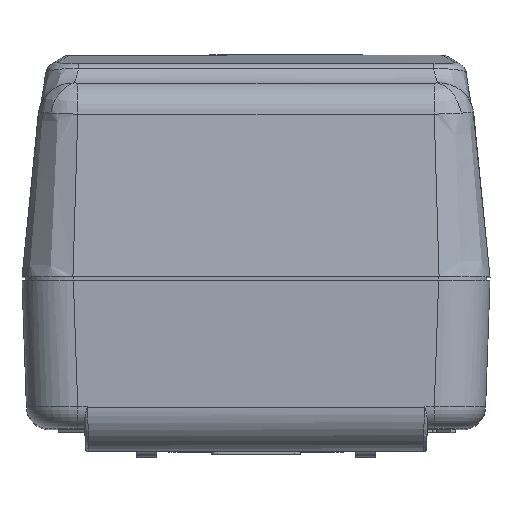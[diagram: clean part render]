
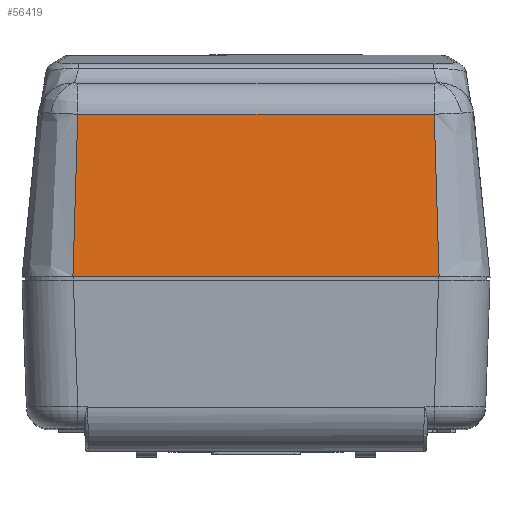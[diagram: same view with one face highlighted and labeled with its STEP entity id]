
A CAD part, top view. The second image highlights one B-rep face of the part: STEP entity #56419.
In plain terms, the highlighted planar face has unit normal (0, 0.062, 0.998).
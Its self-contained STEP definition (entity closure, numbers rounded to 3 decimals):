
#52477=CARTESIAN_POINT('',(-16.038,0.,
37.004));
#52478=CARTESIAN_POINT('',(-15.984,1.582,
36.905));
#52479=CARTESIAN_POINT('',(-15.882,4.745,
36.707));
#52480=CARTESIAN_POINT('',(-15.739,9.49,
36.411));
#52481=CARTESIAN_POINT('',(-15.657,12.654,
36.213));
#52482=CARTESIAN_POINT('',(-15.614,14.236,
36.114));
#52798=DIRECTION('',(1.,0.,0.));
#52799=VECTOR('',#52798,32.076);
#52800=CARTESIAN_POINT('',(-16.038,0.,
37.004));
#52801=LINE('',#52800,#52799);
#54915=CARTESIAN_POINT('',(16.038,0.,
37.004));
#54916=CARTESIAN_POINT('',(15.98,1.704,36.897));
#54917=CARTESIAN_POINT('',(15.873,5.031,36.689));
#54918=CARTESIAN_POINT('',(15.731,9.777,36.393));
#54919=CARTESIAN_POINT('',(15.654,12.777,36.205));
#54920=CARTESIAN_POINT('',(15.614,14.236,36.114));
#54939=DIRECTION('',(-1.,0.,0.));
#54940=VECTOR('',#54939,31.229);
#54941=CARTESIAN_POINT('',(15.614,14.236,36.114));
#54942=LINE('',#54941,#54940);
#55840=VERTEX_POINT('',#52477);
#55841=VERTEX_POINT('',#52482);
#55842=CARTESIAN_POINT('',(15.614,14.236,36.114));
#55843=VERTEX_POINT('',#55842);
#55844=VERTEX_POINT('',#54915);
#56404=CARTESIAN_POINT('',(0.,7.118,
36.559));
#56405=DIRECTION('',(0.,0.062,0.998));
#56406=DIRECTION('',(1.,0.,0.));
#56407=AXIS2_PLACEMENT_3D('',#56404,#56405,#56406);
#56408=PLANE('',#56407);
#56410=ORIENTED_EDGE('',*,*,#56409,.T.);
#56412=ORIENTED_EDGE('',*,*,#56411,.F.);
#56414=ORIENTED_EDGE('',*,*,#56413,.F.);
#56416=ORIENTED_EDGE('',*,*,#56415,.F.);
#56417=EDGE_LOOP('',(#56410,#56412,#56414,#56416));
#56418=FACE_OUTER_BOUND('',#56417,.F.);
#56419=ADVANCED_FACE('',(#56418),#56408,.T.);
#52483=B_SPLINE_CURVE_WITH_KNOTS('',3,(#52477,#52478,#52479,#52480,#52481,
#52482),.UNSPECIFIED.,.F.,.F.,(4,1,1,4),(0.,0.333,
0.667,1.),.UNSPECIFIED.);
#54921=B_SPLINE_CURVE_WITH_KNOTS('',3,(#54915,#54916,#54917,#54918,#54919,
#54920),.UNSPECIFIED.,.F.,.F.,(4,1,1,4),(0.,0.333,
0.667,1.),.UNSPECIFIED.);
#56409=EDGE_CURVE('',#55840,#55841,#52483,.T.);
#56411=EDGE_CURVE('',#55843,#55841,#54942,.T.);
#56413=EDGE_CURVE('',#55844,#55843,#54921,.T.);
#56415=EDGE_CURVE('',#55840,#55844,#52801,.T.);
